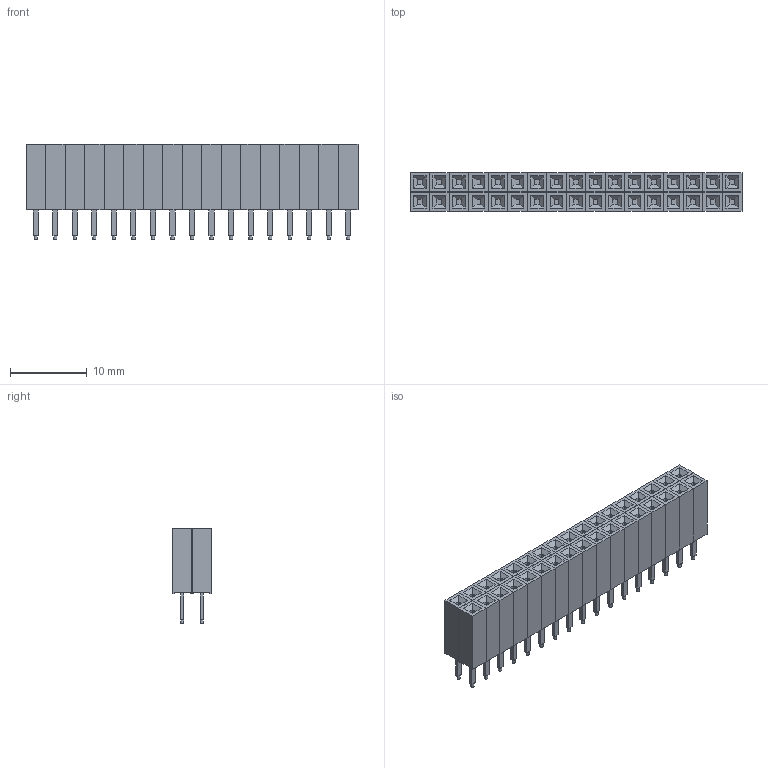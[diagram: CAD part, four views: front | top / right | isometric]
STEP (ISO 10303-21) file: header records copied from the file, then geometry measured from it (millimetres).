
FILE_DESCRIPTION(('STEP AP214'), '1');
FILE_NAME('ﾑﾍﾏ346-32ﾐﾏ21-2', '2018-11-15T12:01:18', ('UNSPECIFIED'), ('UNSPECIFIED'), 'ASCON STEP Converter 1.3', 'ASCON Math Kernel', '');
FILE_SCHEMA(('AUTOMOTIVE_DESIGN { 1 0 10303 214 3 1 1}'));
Length unit declared in the file: millimetre
Assembly tree (34 placements, depth 2):
  (unnamed)
    (unnamed)  x34
Bounding box: 43.18 x 5.04 x 12.4 mm (x, y, z)
Volume: 1766.7 mm3; surface area: 4053.6 mm2
Topology: 34 solids, 34 shells, 918 faces, 2142 edges, 1360 vertices
Faces by surface type: plane 884, cylinder 34
Full cylindrical faces by diameter (mm): 0.42 x34
Entity records: 1883 total; most frequent: DIRECTION 190, CARTESIAN_POINT 164, ORIENTED_EDGE 124, DATE_AND_TIME 72, CALENDAR_DATE 72, LOCAL_TIME 72, COORDINATED_UNIVERSAL_TIME_OFFSET 72, AXIS2_PLACEMENT_3D 66
